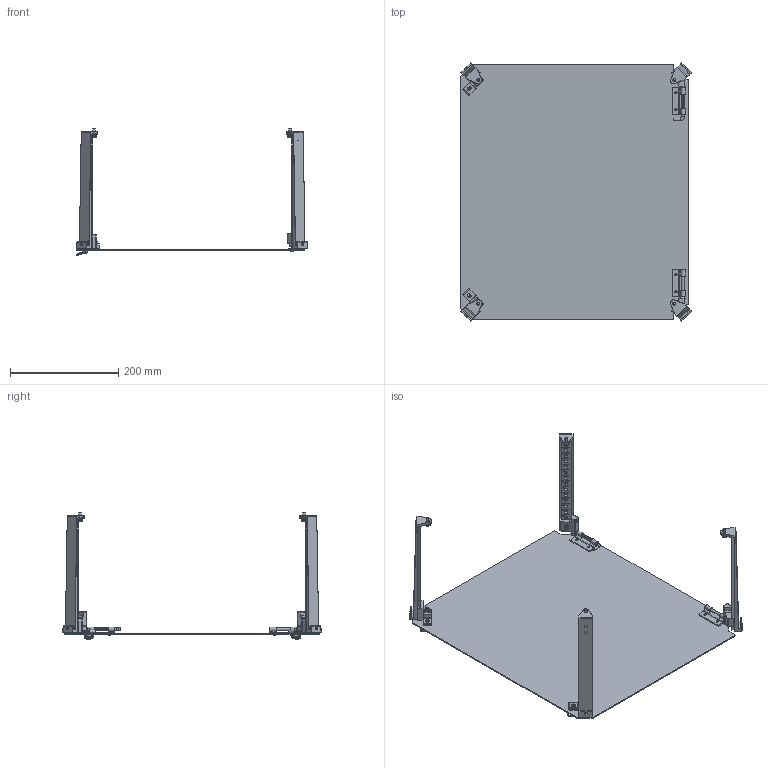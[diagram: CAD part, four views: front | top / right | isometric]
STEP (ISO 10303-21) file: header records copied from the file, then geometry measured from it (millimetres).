
FILE_DESCRIPTION (( 'STEP AP214' ), '1' );
FILE_NAME ('FR181610SPK.STEP', '2020-10-05T19:43:35', ( '' ), ( '' ), 'SwSTEP 2.0', 'SolidWorks 2019', '' );
FILE_SCHEMA (( 'AUTOMOTIVE_DESIGN' ));
Length unit declared in the file: inch
Products named in the file (1): FR181610SPK
Bounding box: 426.25 x 476.32 x 233.29 mm (x, y, z)
Volume: 643402.2 mm3; surface area: 520036.5 mm2
Topology: 48 solids, 48 shells, 2741 faces, 6777 edges, 4274 vertices
Faces by surface type: plane 1422, bspline 788, cylinder 509, cone 22
Full cylindrical faces by diameter (mm): 1.27 x4, 2 x8, 3.4 x2, 3.556 x4, 3.658 x8, 3.962 x6, 4.064 x8, 4.7 x2, 4.74 x3, 4.826 x10, 5 x2, 5.5 x4, 5.588 x4, 6.248 x6, 6.35 x68, 6.426 x6, 7.925 x4, 8 x4, 8.89 x2, 9.2 x2, 9.474 x6, 10 x2, 11 x4
Entity records: 98604 total; most frequent: CARTESIAN_POINT 40059, ORIENTED_EDGE 12740, DIRECTION 9588, EDGE_CURVE 6370, VERTEX_POINT 4184, VECTOR 3980, LINE 3980, EDGE_LOOP 3296
